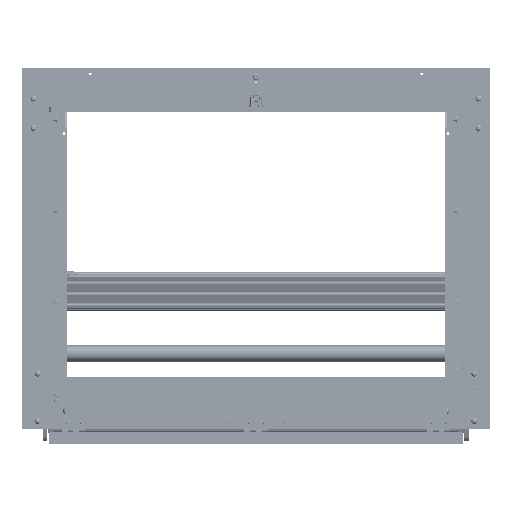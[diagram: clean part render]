
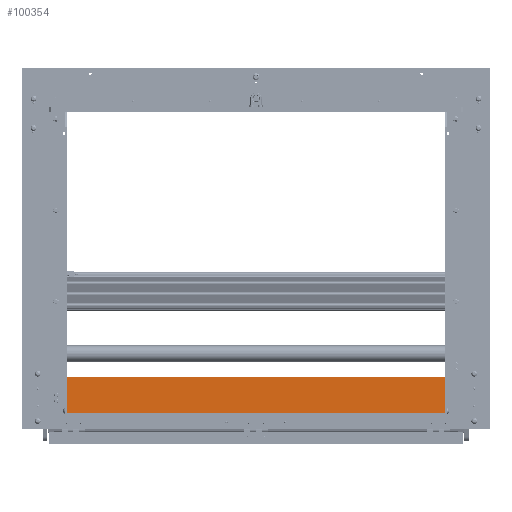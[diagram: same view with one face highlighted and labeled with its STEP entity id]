
A CAD part, front view. The second image highlights one B-rep face of the part: STEP entity #100354.
In plain terms, the highlighted planar face has unit normal (0, -1, 0).
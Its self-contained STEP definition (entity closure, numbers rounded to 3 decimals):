
#1038 = DIRECTION ( 'NONE',  ( 0., 0., -1. ) ) ;
#1371 = EDGE_LOOP ( 'NONE', ( #17655, #93067, #98186, #88338 ) ) ;
#2599 = CARTESIAN_POINT ( 'NONE',  ( 320., -40., 0. ) ) ;
#3928 = VECTOR ( 'NONE', #56773, 1000. ) ;
#5275 = EDGE_CURVE ( 'NONE', #40593, #61430, #99798, .T. ) ;
#17655 = ORIENTED_EDGE ( 'NONE', *, *, #72177, .F. ) ;
#26380 = CARTESIAN_POINT ( 'NONE',  ( 320., -40., 6. ) ) ;
#29064 = VECTOR ( 'NONE', #57764, 1000. ) ;
#29313 = CARTESIAN_POINT ( 'NONE',  ( -320., -40., 6. ) ) ;
#30368 = AXIS2_PLACEMENT_3D ( 'NONE', #86872, #48826, #1038 ) ;
#32361 = FACE_OUTER_BOUND ( 'NONE', #1371, .T. ) ;
#40593 = VERTEX_POINT ( 'NONE', #79827 ) ;
#40909 = VERTEX_POINT ( 'NONE', #85784 ) ;
#48421 = DIRECTION ( 'NONE',  ( -1., 0., 0. ) ) ;
#48533 = LINE ( 'NONE', #26380, #29064 ) ;
#48826 = DIRECTION ( 'NONE',  ( 0., -1., 0. ) ) ;
#56773 = DIRECTION ( 'NONE',  ( -1., 0., 0. ) ) ;
#57764 = DIRECTION ( 'NONE',  ( 0., 0., -1. ) ) ;
#61430 = VERTEX_POINT ( 'NONE', #98366 ) ;
#61827 = VERTEX_POINT ( 'NONE', #2599 ) ;
#62845 = CARTESIAN_POINT ( 'NONE',  ( 320., -40., 60. ) ) ;
#63062 = VECTOR ( 'NONE', #91551, 1000. ) ;
#72177 = EDGE_CURVE ( 'NONE', #61827, #61430, #86126, .T. ) ;
#79827 = CARTESIAN_POINT ( 'NONE',  ( -320., -40., 60. ) ) ;
#84956 = EDGE_CURVE ( 'NONE', #40909, #40593, #101436, .T. ) ;
#85784 = CARTESIAN_POINT ( 'NONE',  ( 320., -40., 60. ) ) ;
#86126 = LINE ( 'NONE', #94357, #3928 ) ;
#86872 = CARTESIAN_POINT ( 'NONE',  ( 320., -40., 6. ) ) ;
#88338 = ORIENTED_EDGE ( 'NONE', *, *, #5275, .T. ) ;
#91551 = DIRECTION ( 'NONE',  ( 0., 0., -1. ) ) ;
#92218 = EDGE_CURVE ( 'NONE', #40909, #61827, #48533, .T. ) ;
#93067 = ORIENTED_EDGE ( 'NONE', *, *, #92218, .F. ) ;
#94357 = CARTESIAN_POINT ( 'NONE',  ( 320., -40., 0. ) ) ;
#95136 = PLANE ( 'NONE',  #30368 ) ;
#98092 = VECTOR ( 'NONE', #48421, 1000. ) ;
#98186 = ORIENTED_EDGE ( 'NONE', *, *, #84956, .T. ) ;
#98366 = CARTESIAN_POINT ( 'NONE',  ( -320., -40., 0. ) ) ;
#99798 = LINE ( 'NONE', #29313, #63062 ) ;
#100354 = ADVANCED_FACE ( 'NONE', ( #32361 ), #95136, .T. ) ;
#101436 = LINE ( 'NONE', #62845, #98092 ) ;
